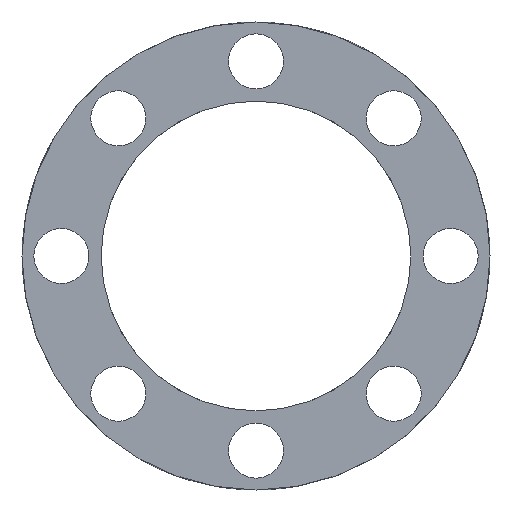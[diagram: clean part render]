
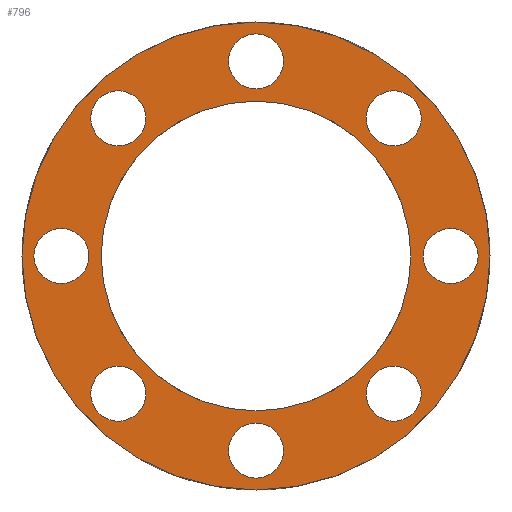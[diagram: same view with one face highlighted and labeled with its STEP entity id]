
A CAD part, left-side view. The second image highlights one B-rep face of the part: STEP entity #796.
In plain terms, the highlighted planar face has unit normal (-1, 0, 0).
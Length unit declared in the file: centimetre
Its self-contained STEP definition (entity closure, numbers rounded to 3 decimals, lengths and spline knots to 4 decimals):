
#120=PLANE('',#848);
#177=CIRCLE('',#800,1.6764);
#188=CIRCLE('',#812,2.5337);
#189=CIRCLE('',#816,0.2972);
#191=CIRCLE('',#819,0.2972);
#193=CIRCLE('',#822,0.2972);
#195=CIRCLE('',#825,0.2972);
#197=CIRCLE('',#828,0.2972);
#199=CIRCLE('',#831,0.2972);
#201=CIRCLE('',#834,0.2972);
#203=CIRCLE('',#837,0.2972);
#218=VERTEX_POINT('',#1397);
#255=VERTEX_POINT('',#1598);
#256=VERTEX_POINT('',#1603);
#258=VERTEX_POINT('',#1608);
#260=VERTEX_POINT('',#1613);
#262=VERTEX_POINT('',#1618);
#264=VERTEX_POINT('',#1623);
#266=VERTEX_POINT('',#1628);
#268=VERTEX_POINT('',#1633);
#270=VERTEX_POINT('',#1638);
#308=EDGE_CURVE('',#218,#218,#177,.T.);
#345=EDGE_CURVE('',#255,#255,#188,.T.);
#346=EDGE_CURVE('',#256,#256,#189,.T.);
#348=EDGE_CURVE('',#258,#258,#191,.T.);
#350=EDGE_CURVE('',#260,#260,#193,.T.);
#352=EDGE_CURVE('',#262,#262,#195,.T.);
#354=EDGE_CURVE('',#264,#264,#197,.T.);
#356=EDGE_CURVE('',#266,#266,#199,.T.);
#358=EDGE_CURVE('',#268,#268,#201,.T.);
#360=EDGE_CURVE('',#270,#270,#203,.T.);
#568=ORIENTED_EDGE('',*,*,#346,.T.);
#569=ORIENTED_EDGE('',*,*,#348,.T.);
#570=ORIENTED_EDGE('',*,*,#350,.T.);
#571=ORIENTED_EDGE('',*,*,#352,.T.);
#572=ORIENTED_EDGE('',*,*,#354,.T.);
#573=ORIENTED_EDGE('',*,*,#356,.T.);
#574=ORIENTED_EDGE('',*,*,#358,.T.);
#575=ORIENTED_EDGE('',*,*,#360,.T.);
#576=ORIENTED_EDGE('',*,*,#308,.T.);
#577=ORIENTED_EDGE('',*,*,#345,.F.);
#658=EDGE_LOOP('',(#568));
#659=EDGE_LOOP('',(#569));
#660=EDGE_LOOP('',(#570));
#661=EDGE_LOOP('',(#571));
#662=EDGE_LOOP('',(#572));
#663=EDGE_LOOP('',(#573));
#664=EDGE_LOOP('',(#574));
#665=EDGE_LOOP('',(#575));
#666=EDGE_LOOP('',(#576));
#667=EDGE_LOOP('',(#577));
#748=FACE_BOUND('',#658,.T.);
#749=FACE_BOUND('',#659,.T.);
#750=FACE_BOUND('',#660,.T.);
#751=FACE_BOUND('',#661,.T.);
#752=FACE_BOUND('',#662,.T.);
#753=FACE_BOUND('',#663,.T.);
#754=FACE_BOUND('',#664,.T.);
#755=FACE_BOUND('',#665,.T.);
#756=FACE_BOUND('',#666,.T.);
#757=FACE_BOUND('',#667,.T.);
#796=ADVANCED_FACE('',(#748,#749,#750,#751,#752,#753,#754,#755,#756,#757),
#120,.F.);
#800=AXIS2_PLACEMENT_3D('',#1396,#855,#856);
#812=AXIS2_PLACEMENT_3D('',#1597,#895,#896);
#816=AXIS2_PLACEMENT_3D('',#1602,#903,#904);
#819=AXIS2_PLACEMENT_3D('',#1607,#909,#910);
#822=AXIS2_PLACEMENT_3D('',#1612,#915,#916);
#825=AXIS2_PLACEMENT_3D('',#1617,#921,#922);
#828=AXIS2_PLACEMENT_3D('',#1622,#927,#928);
#831=AXIS2_PLACEMENT_3D('',#1627,#933,#934);
#834=AXIS2_PLACEMENT_3D('',#1632,#939,#940);
#837=AXIS2_PLACEMENT_3D('',#1637,#945,#946);
#848=AXIS2_PLACEMENT_3D('',#1694,#972,$);
#855=DIRECTION('',(1.,0.,0.));
#856=DIRECTION('',(0.,0.,-1.676));
#895=DIRECTION('',(1.,0.,0.));
#896=DIRECTION('',(0.,0.,-2.534));
#903=DIRECTION('',(1.,0.,0.));
#904=DIRECTION('',(0.,-0.21,-0.21));
#909=DIRECTION('',(1.,0.,0.));
#910=DIRECTION('',(0.,-0.297,0.));
#915=DIRECTION('',(1.,0.,0.));
#916=DIRECTION('',(0.,-0.21,0.21));
#921=DIRECTION('',(1.,0.,0.));
#922=DIRECTION('',(0.,0.,0.297));
#927=DIRECTION('',(1.,0.,0.));
#928=DIRECTION('',(0.,0.21,0.21));
#933=DIRECTION('',(1.,0.,0.));
#934=DIRECTION('',(0.,0.297,0.));
#939=DIRECTION('',(1.,0.,0.));
#940=DIRECTION('',(0.,0.21,-0.21));
#945=DIRECTION('',(1.,0.,0.));
#946=DIRECTION('',(0.,0.,-0.297));
#972=DIRECTION('',(1.,0.,0.));
#1396=CARTESIAN_POINT('',(0.,0.,0.));
#1397=CARTESIAN_POINT('',(0.,0.,-1.6764));
#1597=CARTESIAN_POINT('',(0.,0.,0.));
#1598=CARTESIAN_POINT('',(0.,0.,-2.5337));
#1602=CARTESIAN_POINT('',(0.,1.4907,-1.4907));
#1603=CARTESIAN_POINT('',(0.,1.7009,-1.2806));
#1607=CARTESIAN_POINT('',(0.,0.,-2.1082));
#1608=CARTESIAN_POINT('',(0.,0.2972,-2.1082));
#1612=CARTESIAN_POINT('',(0.,-1.4907,-1.4907));
#1613=CARTESIAN_POINT('',(0.,-1.2806,-1.7009));
#1617=CARTESIAN_POINT('',(0.,-2.1082,0.));
#1618=CARTESIAN_POINT('',(0.,-2.1082,-0.2972));
#1622=CARTESIAN_POINT('',(0.,-1.4907,1.4907));
#1623=CARTESIAN_POINT('',(0.,-1.7009,1.2806));
#1627=CARTESIAN_POINT('',(0.,0.,2.1082));
#1628=CARTESIAN_POINT('',(0.,-0.2972,2.1082));
#1632=CARTESIAN_POINT('',(0.,1.4907,1.4907));
#1633=CARTESIAN_POINT('',(0.,1.2806,1.7009));
#1637=CARTESIAN_POINT('',(0.,2.1082,0.));
#1638=CARTESIAN_POINT('',(0.,2.1082,0.2972));
#1694=CARTESIAN_POINT('',(0.,0.,0.));
